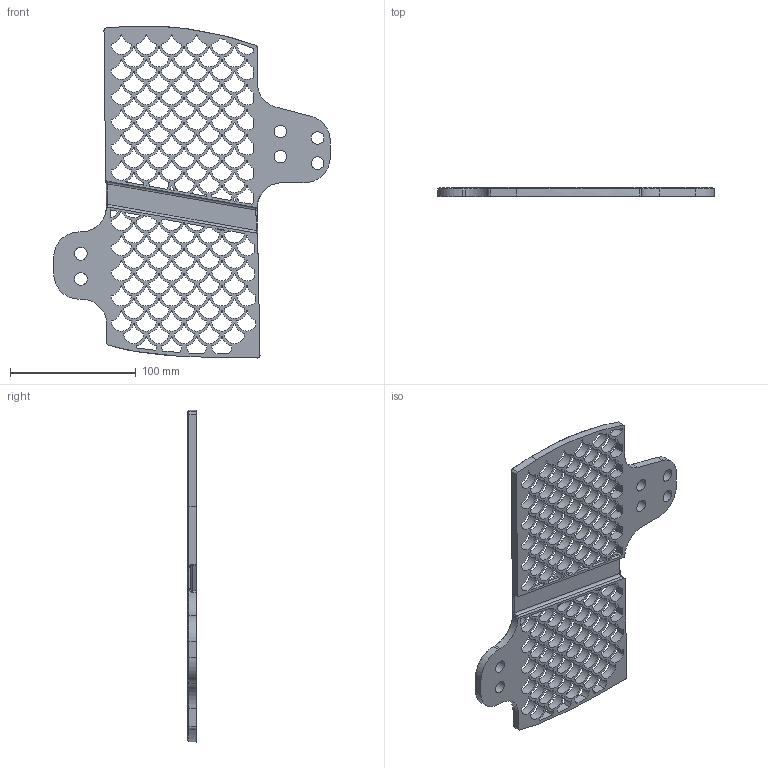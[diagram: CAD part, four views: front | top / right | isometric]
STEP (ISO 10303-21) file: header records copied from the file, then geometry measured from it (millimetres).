
FILE_DESCRIPTION(/* description */ (''),/* implementation_level */ '2;1');
FILE_NAME(/* name */ 'Tunnel Footpad Front v2.step',/* time_stamp */ '2022-01-28T18:50:57-06:00',/* author */ (''),/* organization */ (''),/* preprocessor_version */ 'ST-DEVELOPER v18.1',/* originating_system */ 'Autodesk Translation Framework v10.13.0.1454',/* authorisation */ '');
FILE_SCHEMA (('AUTOMOTIVE_DESIGN { 1 0 10303 214 3 1 1 }'));
Length unit declared in the file: millimetre
Products named in the file (1): 1stSuccess (1)
Bounding box: 219.75 x 7 x 263.96 mm (x, y, z)
Volume: 119392.8 mm3; surface area: 88570.3 mm2
Topology: 1 solids, 1 shells, 667 faces, 1944 edges, 1282 vertices
Faces by surface type: cylinder 569, plane 65, bspline 24, cone 9
Full cylindrical faces by diameter (mm): 10 x6
Entity records: 24635 total; most frequent: CARTESIAN_POINT 5588, DIRECTION 4237, ORIENTED_EDGE 3888, EDGE_CURVE 1944, AXIS2_PLACEMENT_3D 1741, VERTEX_POINT 1282, CIRCLE 1087, EDGE_LOOP 946
